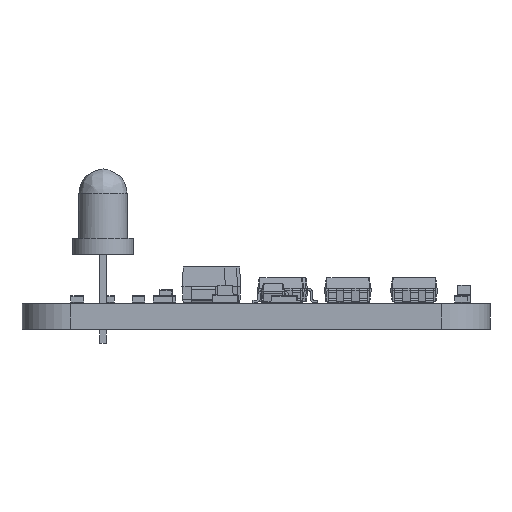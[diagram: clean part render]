
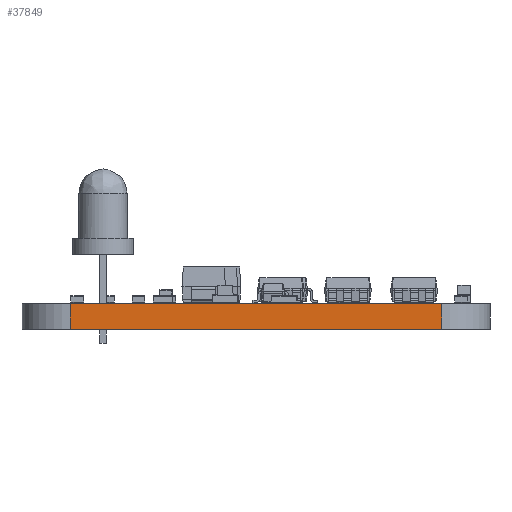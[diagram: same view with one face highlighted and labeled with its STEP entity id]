
A CAD part, left-side view. The second image highlights one B-rep face of the part: STEP entity #37849.
In plain terms, the highlighted planar face has unit normal (-1, -0.001, 0).
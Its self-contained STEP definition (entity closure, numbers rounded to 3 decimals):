
#33717 = PLANE('',#33718);
#33718 = AXIS2_PLACEMENT_3D('',#33719,#33720,#33721);
#33719 = CARTESIAN_POINT('',(103.897,-80.392,1.6));
#33720 = DIRECTION('',(-0.,-0.,-1.));
#33721 = DIRECTION('',(-1.,0.,0.));
#33771 = PLANE('',#33772);
#33772 = AXIS2_PLACEMENT_3D('',#33773,#33774,#33775);
#33773 = CARTESIAN_POINT('',(103.897,-80.392,0.));
#33774 = DIRECTION('',(-0.,-0.,-1.));
#33775 = DIRECTION('',(-1.,0.,0.));
#33984 = VERTEX_POINT('',#33985);
#33985 = CARTESIAN_POINT('',(63.91,-91.92,0.));
#34004 = CYLINDRICAL_SURFACE('',#34005,3.);
#34005 = AXIS2_PLACEMENT_3D('',#34006,#34007,#34008);
#34006 = CARTESIAN_POINT('',(66.91,-91.899,0.));
#34007 = DIRECTION('',(-0.,-0.,-1.));
#34008 = DIRECTION('',(1.,0.,-0.));
#34016 = EDGE_CURVE('',#33984,#34017,#34019,.T.);
#34017 = VERTEX_POINT('',#34018);
#34018 = CARTESIAN_POINT('',(63.899,-68.86,0.));
#34019 = SURFACE_CURVE('',#34020,(#34024,#34031),.PCURVE_S1.);
#34020 = LINE('',#34021,#34022);
#34021 = CARTESIAN_POINT('',(63.91,-91.92,0.));
#34022 = VECTOR('',#34023,1.);
#34023 = DIRECTION('',(-0.001,1.,0.));
#34024 = PCURVE('',#33771,#34025);
#34025 = DEFINITIONAL_REPRESENTATION('',(#34026),#34030);
#34026 = LINE('',#34027,#34028);
#34027 = CARTESIAN_POINT('',(39.987,-11.528));
#34028 = VECTOR('',#34029,1.);
#34029 = DIRECTION('',(0.001,1.));
#34030 = ( GEOMETRIC_REPRESENTATION_CONTEXT(2) 
PARAMETRIC_REPRESENTATION_CONTEXT() REPRESENTATION_CONTEXT('2D SPACE',''
  ) );
#34031 = PCURVE('',#34032,#34037);
#34032 = PLANE('',#34033);
#34033 = AXIS2_PLACEMENT_3D('',#34034,#34035,#34036);
#34034 = CARTESIAN_POINT('',(63.91,-91.92,0.));
#34035 = DIRECTION('',(-1.,-0.001,0.));
#34036 = DIRECTION('',(-0.001,1.,0.));
#34037 = DEFINITIONAL_REPRESENTATION('',(#34038),#34042);
#34038 = LINE('',#34039,#34040);
#34039 = CARTESIAN_POINT('',(0.,0.));
#34040 = VECTOR('',#34041,1.);
#34041 = DIRECTION('',(1.,0.));
#34042 = ( GEOMETRIC_REPRESENTATION_CONTEXT(2) 
PARAMETRIC_REPRESENTATION_CONTEXT() REPRESENTATION_CONTEXT('2D SPACE',''
  ) );
#34065 = CYLINDRICAL_SURFACE('',#34066,3.);
#34066 = AXIS2_PLACEMENT_3D('',#34067,#34068,#34069);
#34067 = CARTESIAN_POINT('',(66.899,-68.874,0.));
#34068 = DIRECTION('',(-0.,-0.,-1.));
#34069 = DIRECTION('',(1.,0.,-0.));
#36030 = VERTEX_POINT('',#36031);
#36031 = CARTESIAN_POINT('',(63.91,-91.92,1.6));
#36057 = EDGE_CURVE('',#36030,#36058,#36060,.T.);
#36058 = VERTEX_POINT('',#36059);
#36059 = CARTESIAN_POINT('',(63.899,-68.86,1.6));
#36060 = SURFACE_CURVE('',#36061,(#36065,#36072),.PCURVE_S1.);
#36061 = LINE('',#36062,#36063);
#36062 = CARTESIAN_POINT('',(63.91,-91.92,1.6));
#36063 = VECTOR('',#36064,1.);
#36064 = DIRECTION('',(-0.001,1.,0.));
#36065 = PCURVE('',#33717,#36066);
#36066 = DEFINITIONAL_REPRESENTATION('',(#36067),#36071);
#36067 = LINE('',#36068,#36069);
#36068 = CARTESIAN_POINT('',(39.987,-11.528));
#36069 = VECTOR('',#36070,1.);
#36070 = DIRECTION('',(0.001,1.));
#36071 = ( GEOMETRIC_REPRESENTATION_CONTEXT(2) 
PARAMETRIC_REPRESENTATION_CONTEXT() REPRESENTATION_CONTEXT('2D SPACE',''
  ) );
#36072 = PCURVE('',#34032,#36073);
#36073 = DEFINITIONAL_REPRESENTATION('',(#36074),#36078);
#36074 = LINE('',#36075,#36076);
#36075 = CARTESIAN_POINT('',(0.,-1.6));
#36076 = VECTOR('',#36077,1.);
#36077 = DIRECTION('',(1.,0.));
#36078 = ( GEOMETRIC_REPRESENTATION_CONTEXT(2) 
PARAMETRIC_REPRESENTATION_CONTEXT() REPRESENTATION_CONTEXT('2D SPACE',''
  ) );
#37801 = EDGE_CURVE('',#34017,#36058,#37802,.T.);
#37802 = SURFACE_CURVE('',#37803,(#37807,#37814),.PCURVE_S1.);
#37803 = LINE('',#37804,#37805);
#37804 = CARTESIAN_POINT('',(63.899,-68.86,0.));
#37805 = VECTOR('',#37806,1.);
#37806 = DIRECTION('',(0.,0.,1.));
#37807 = PCURVE('',#34065,#37808);
#37808 = DEFINITIONAL_REPRESENTATION('',(#37809),#37813);
#37809 = LINE('',#37810,#37811);
#37810 = CARTESIAN_POINT('',(-3.137,0.));
#37811 = VECTOR('',#37812,1.);
#37812 = DIRECTION('',(-0.,-1.));
#37813 = ( GEOMETRIC_REPRESENTATION_CONTEXT(2) 
PARAMETRIC_REPRESENTATION_CONTEXT() REPRESENTATION_CONTEXT('2D SPACE',''
  ) );
#37814 = PCURVE('',#34032,#37815);
#37815 = DEFINITIONAL_REPRESENTATION('',(#37816),#37820);
#37816 = LINE('',#37817,#37818);
#37817 = CARTESIAN_POINT('',(23.06,0.));
#37818 = VECTOR('',#37819,1.);
#37819 = DIRECTION('',(0.,-1.));
#37820 = ( GEOMETRIC_REPRESENTATION_CONTEXT(2) 
PARAMETRIC_REPRESENTATION_CONTEXT() REPRESENTATION_CONTEXT('2D SPACE',''
  ) );
#37826 = EDGE_CURVE('',#33984,#36030,#37827,.T.);
#37827 = SURFACE_CURVE('',#37828,(#37832,#37839),.PCURVE_S1.);
#37828 = LINE('',#37829,#37830);
#37829 = CARTESIAN_POINT('',(63.91,-91.92,0.));
#37830 = VECTOR('',#37831,1.);
#37831 = DIRECTION('',(0.,0.,1.));
#37832 = PCURVE('',#34004,#37833);
#37833 = DEFINITIONAL_REPRESENTATION('',(#37834),#37838);
#37834 = LINE('',#37835,#37836);
#37835 = CARTESIAN_POINT('',(-3.149,0.));
#37836 = VECTOR('',#37837,1.);
#37837 = DIRECTION('',(-0.,-1.));
#37838 = ( GEOMETRIC_REPRESENTATION_CONTEXT(2) 
PARAMETRIC_REPRESENTATION_CONTEXT() REPRESENTATION_CONTEXT('2D SPACE',''
  ) );
#37839 = PCURVE('',#34032,#37840);
#37840 = DEFINITIONAL_REPRESENTATION('',(#37841),#37845);
#37841 = LINE('',#37842,#37843);
#37842 = CARTESIAN_POINT('',(0.,0.));
#37843 = VECTOR('',#37844,1.);
#37844 = DIRECTION('',(0.,-1.));
#37845 = ( GEOMETRIC_REPRESENTATION_CONTEXT(2) 
PARAMETRIC_REPRESENTATION_CONTEXT() REPRESENTATION_CONTEXT('2D SPACE',''
  ) );
#37849 = ADVANCED_FACE('',(#37850),#34032,.T.);
#37850 = FACE_BOUND('',#37851,.T.);
#37851 = EDGE_LOOP('',(#37852,#37853,#37854,#37855));
#37852 = ORIENTED_EDGE('',*,*,#37826,.T.);
#37853 = ORIENTED_EDGE('',*,*,#36057,.T.);
#37854 = ORIENTED_EDGE('',*,*,#37801,.F.);
#37855 = ORIENTED_EDGE('',*,*,#34016,.F.);
